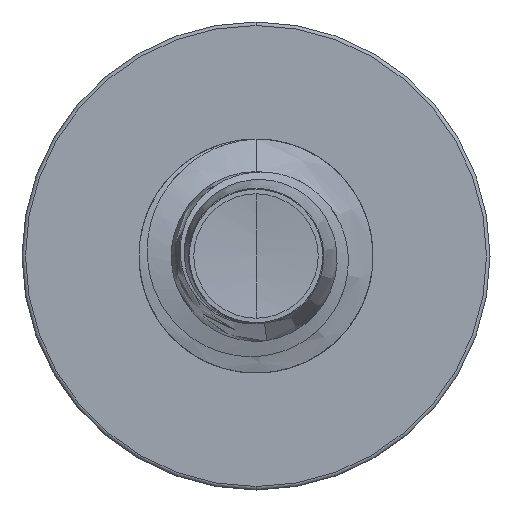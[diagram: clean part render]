
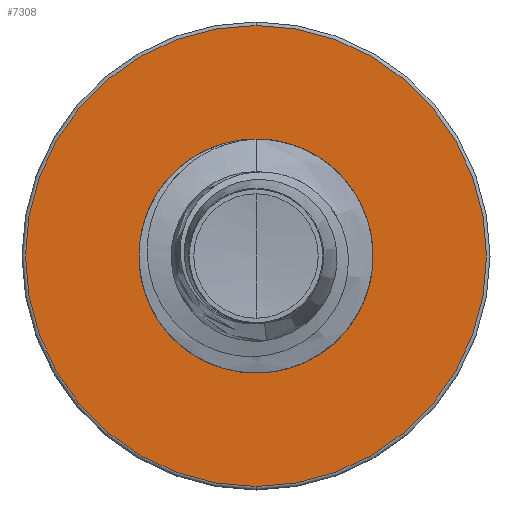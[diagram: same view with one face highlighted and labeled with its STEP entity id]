
A CAD part, front view. The second image highlights one B-rep face of the part: STEP entity #7308.
In plain terms, the highlighted planar face has unit normal (0, -1, 0).
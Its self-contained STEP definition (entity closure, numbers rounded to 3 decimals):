
#217 = FACE_BOUND ( 'NONE', #325, .T. ) ;
#325 = EDGE_LOOP ( 'NONE', ( #6457, #9545 ) ) ;
#639 = EDGE_CURVE ( 'NONE', #11680, #14805, #13289, .T. ) ;
#863 = CARTESIAN_POINT ( 'NONE',  ( 0., 7., 0.789 ) ) ;
#1227 = CIRCLE ( 'NONE', #1859, 0.789 ) ;
#1522 = EDGE_LOOP ( 'NONE', ( #2419, #10876 ) ) ;
#1632 = AXIS2_PLACEMENT_3D ( 'NONE', #2163, #11034, #3478 ) ;
#1859 = AXIS2_PLACEMENT_3D ( 'NONE', #7774, #15487, #9051 ) ;
#2163 = CARTESIAN_POINT ( 'NONE',  ( 0., 7., 0. ) ) ;
#2419 = ORIENTED_EDGE ( 'NONE', *, *, #639, .F. ) ;
#3478 = DIRECTION ( 'NONE',  ( 0., 0., 1. ) ) ;
#3891 = EDGE_CURVE ( 'NONE', #14805, #11680, #7985, .T. ) ;
#4028 = AXIS2_PLACEMENT_3D ( 'NONE', #10867, #10815, #10812 ) ;
#4558 = CARTESIAN_POINT ( 'NONE',  ( 0., 7., -1.576 ) ) ;
#4686 = AXIS2_PLACEMENT_3D ( 'NONE', #11020, #10999, #10983 ) ;
#6457 = ORIENTED_EDGE ( 'NONE', *, *, #15247, .T. ) ;
#7308 = ADVANCED_FACE ( 'NONE', ( #13006, #217 ), #10981, .F. ) ;
#7567 = VERTEX_POINT ( 'NONE', #10381 ) ;
#7774 = CARTESIAN_POINT ( 'NONE',  ( 0., 7., 0. ) ) ;
#7985 = CIRCLE ( 'NONE', #4686, 1.576 ) ;
#9002 = VERTEX_POINT ( 'NONE', #863 ) ;
#9051 = DIRECTION ( 'NONE',  ( 0., 0., 1. ) ) ;
#9515 = CIRCLE ( 'NONE', #1632, 0.789 ) ;
#9545 = ORIENTED_EDGE ( 'NONE', *, *, #11920, .T. ) ;
#10381 = CARTESIAN_POINT ( 'NONE',  ( 0., 7., -0.789 ) ) ;
#10812 = DIRECTION ( 'NONE',  ( 0., 0., 1. ) ) ;
#10815 = DIRECTION ( 'NONE',  ( 0., 1., 0. ) ) ;
#10833 = AXIS2_PLACEMENT_3D ( 'NONE', #14535, #14531, #14503 ) ;
#10867 = CARTESIAN_POINT ( 'NONE',  ( 0., 7., -0.789 ) ) ;
#10876 = ORIENTED_EDGE ( 'NONE', *, *, #3891, .F. ) ;
#10981 = PLANE ( 'NONE',  #4028 ) ;
#10983 = DIRECTION ( 'NONE',  ( 0., 0., 1. ) ) ;
#10999 = DIRECTION ( 'NONE',  ( 0., 1., 0. ) ) ;
#11020 = CARTESIAN_POINT ( 'NONE',  ( 0., 7., 0. ) ) ;
#11034 = DIRECTION ( 'NONE',  ( 0., 1., 0. ) ) ;
#11680 = VERTEX_POINT ( 'NONE', #12685 ) ;
#11920 = EDGE_CURVE ( 'NONE', #7567, #9002, #9515, .T. ) ;
#12685 = CARTESIAN_POINT ( 'NONE',  ( 0., 7., 1.576 ) ) ;
#13006 = FACE_OUTER_BOUND ( 'NONE', #1522, .T. ) ;
#13289 = CIRCLE ( 'NONE', #10833, 1.576 ) ;
#14503 = DIRECTION ( 'NONE',  ( 0., 0., 1. ) ) ;
#14531 = DIRECTION ( 'NONE',  ( 0., 1., 0. ) ) ;
#14535 = CARTESIAN_POINT ( 'NONE',  ( 0., 7., 0. ) ) ;
#14805 = VERTEX_POINT ( 'NONE', #4558 ) ;
#15247 = EDGE_CURVE ( 'NONE', #9002, #7567, #1227, .T. ) ;
#15487 = DIRECTION ( 'NONE',  ( 0., 1., 0. ) ) ;
